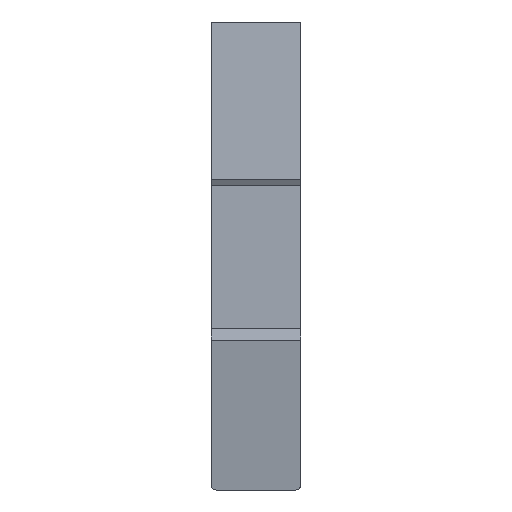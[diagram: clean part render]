
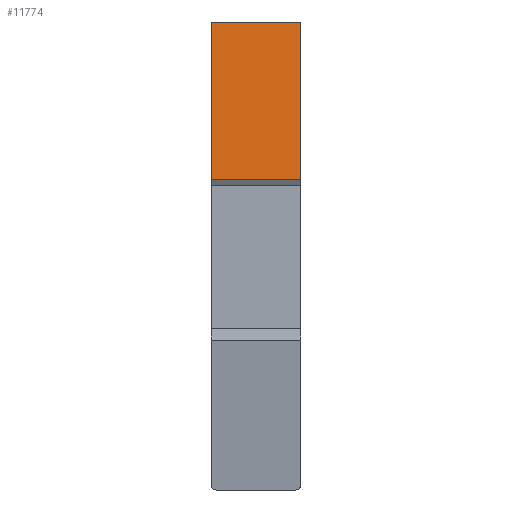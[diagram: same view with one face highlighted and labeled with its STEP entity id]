
A CAD part, front view. The second image highlights one B-rep face of the part: STEP entity #11774.
In plain terms, the highlighted planar face has unit normal (0, -0.997, 0.072).
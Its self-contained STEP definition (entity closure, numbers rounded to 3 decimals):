
#1493 = CARTESIAN_POINT ( 'NONE',  ( 0., -36.7, 16.64 ) ) ;
#3812 = ORIENTED_EDGE ( 'NONE', *, *, #6625, .T. ) ;
#4436 = ORIENTED_EDGE ( 'NONE', *, *, #7531, .F. ) ;
#6126 = LINE ( 'NONE', #37576, #15797 ) ;
#6625 = EDGE_CURVE ( 'NONE', #43871, #8052, #40293, .T. ) ;
#7531 = EDGE_CURVE ( 'NONE', #27986, #8052, #23365, .T. ) ;
#8052 = VERTEX_POINT ( 'NONE', #31244 ) ;
#9150 = DIRECTION ( 'NONE',  ( 0., -0.072, -0.997 ) ) ;
#10753 = ORIENTED_EDGE ( 'NONE', *, *, #22501, .F. ) ;
#11774 = ADVANCED_FACE ( 'NONE', ( #25325 ), #43338, .T. ) ;
#12073 = DIRECTION ( 'NONE',  ( 1., 0., 0. ) ) ;
#15087 = CARTESIAN_POINT ( 'NONE',  ( -33.326, -36.7, 16.64 ) ) ;
#15797 = VECTOR ( 'NONE', #16274, 1000. ) ;
#16274 = DIRECTION ( 'NONE',  ( 1., 0., 0. ) ) ;
#22501 = EDGE_CURVE ( 'NONE', #37339, #27986, #6126, .T. ) ;
#23216 = VECTOR ( 'NONE', #44191, 1000. ) ;
#23365 = LINE ( 'NONE', #23836, #23216 ) ;
#23836 = CARTESIAN_POINT ( 'NONE',  ( 17.5, -36.7, 16.64 ) ) ;
#24637 = ORIENTED_EDGE ( 'NONE', *, *, #27169, .T. ) ;
#25325 = FACE_OUTER_BOUND ( 'NONE', #28320, .T. ) ;
#25658 = VECTOR ( 'NONE', #9150, 1000. ) ;
#27169 = EDGE_CURVE ( 'NONE', #37339, #43871, #44788, .T. ) ;
#27986 = VERTEX_POINT ( 'NONE', #40866 ) ;
#28320 = EDGE_LOOP ( 'NONE', ( #10753, #24637, #3812, #4436 ) ) ;
#28765 = DIRECTION ( 'NONE',  ( 0., -0.997, 0.072 ) ) ;
#31244 = CARTESIAN_POINT ( 'NONE',  ( 17.5, -36.7, 16.64 ) ) ;
#32123 = CARTESIAN_POINT ( 'NONE',  ( 0., -34.5, 47.283 ) ) ;
#34565 = VECTOR ( 'NONE', #12073, 1000. ) ;
#35250 = AXIS2_PLACEMENT_3D ( 'NONE', #15087, #28765, #43113 ) ;
#37339 = VERTEX_POINT ( 'NONE', #32123 ) ;
#37576 = CARTESIAN_POINT ( 'NONE',  ( -33.326, -34.5, 47.283 ) ) ;
#39619 = CARTESIAN_POINT ( 'NONE',  ( -33.326, -36.7, 16.64 ) ) ;
#39767 = CARTESIAN_POINT ( 'NONE',  ( 0., -36.7, 16.64 ) ) ;
#40293 = LINE ( 'NONE', #39619, #34565 ) ;
#40866 = CARTESIAN_POINT ( 'NONE',  ( 17.5, -34.5, 47.283 ) ) ;
#43113 = DIRECTION ( 'NONE',  ( 0., -0.072, -0.997 ) ) ;
#43338 = PLANE ( 'NONE',  #35250 ) ;
#43871 = VERTEX_POINT ( 'NONE', #39767 ) ;
#44191 = DIRECTION ( 'NONE',  ( 0., -0.072, -0.997 ) ) ;
#44788 = LINE ( 'NONE', #1493, #25658 ) ;
